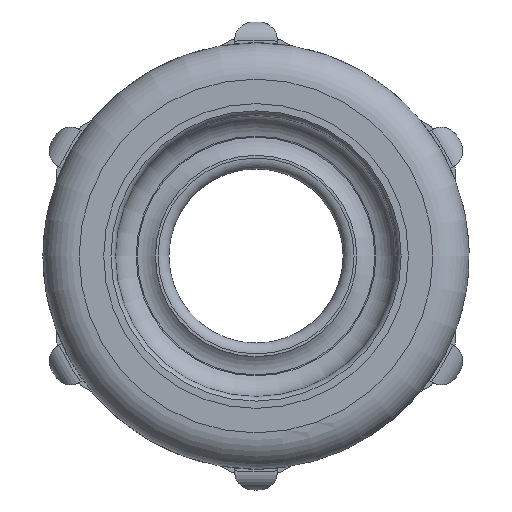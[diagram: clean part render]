
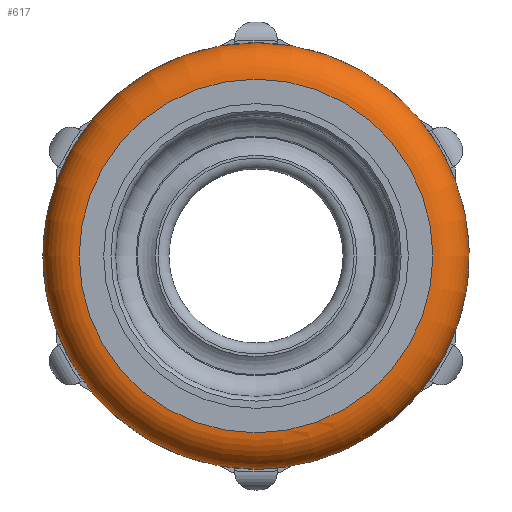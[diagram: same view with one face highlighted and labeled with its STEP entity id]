
A CAD part, front view. The second image highlights one B-rep face of the part: STEP entity #617.
In plain terms, the highlighted toroidal (fillet/blend) face has major radius 9.75 mm and minor radius 2 mm.
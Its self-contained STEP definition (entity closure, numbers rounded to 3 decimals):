
#617=ADVANCED_FACE('',(#1879,#1881),#1883,.T.);
#1879=FACE_BOUND('',#1880,.T.);
#1880=EDGE_LOOP('',(#2925,#2926,#2927));
#1881=FACE_BOUND('',#1882,.T.);
#1882=EDGE_LOOP('',(#2928,#2929));
#1883=TOROIDAL_SURFACE('',#1884,9.75,2.);
#1884=AXIS2_PLACEMENT_3D('',#1885,#1886,#1887);
#1885=CARTESIAN_POINT('',(0.,-12.144,0.));
#1886=DIRECTION('',(0.,-1.,-0.));
#1887=DIRECTION('',(0.,0.,1.));
#2925=ORIENTED_EDGE('',*,*,#3457,.T.);
#2926=ORIENTED_EDGE('',*,*,#3456,.T.);
#2927=ORIENTED_EDGE('',*,*,#3455,.T.);
#2928=ORIENTED_EDGE('',*,*,#3521,.F.);
#2929=ORIENTED_EDGE('',*,*,#3522,.F.);
#3455=EDGE_CURVE('',#3906,#3907,#3908,.T.);
#3456=EDGE_CURVE('',#3909,#3906,#3910,.T.);
#3457=EDGE_CURVE('',#3907,#3909,#3911,.T.);
#3521=EDGE_CURVE('',#4012,#4013,#4014,.T.);
#3522=EDGE_CURVE('',#4013,#4012,#4015,.T.);
#3906=VERTEX_POINT('',#4822);
#3907=VERTEX_POINT('',#4823);
#3908=CIRCLE('',#4824,11.75);
#3909=VERTEX_POINT('',#4828);
#3910=CIRCLE('',#4829,11.75);
#3911=CIRCLE('',#4833,11.75);
#4012=VERTEX_POINT('',#5132);
#4013=VERTEX_POINT('',#5133);
#4014=CIRCLE('',#5134,9.75);
#4015=CIRCLE('',#5138,9.75);
#4822=CARTESIAN_POINT('',(0.,-12.144,-11.75));
#4823=CARTESIAN_POINT('',(6.377,-12.144,-9.869));
#4824=AXIS2_PLACEMENT_3D('',#4825,#4826,#4827);
#4825=CARTESIAN_POINT('',(0.,-12.144,0.));
#4826=DIRECTION('',(0.,-1.,0.));
#4827=DIRECTION('',(0.,0.,-1.));
#4828=CARTESIAN_POINT('',(0.,-12.144,11.75));
#4829=AXIS2_PLACEMENT_3D('',#4830,#4831,#4832);
#4830=CARTESIAN_POINT('',(0.,-12.144,0.));
#4831=DIRECTION('',(0.,-1.,0.));
#4832=DIRECTION('',(0.,0.,1.));
#4833=AXIS2_PLACEMENT_3D('',#4834,#4835,#4836);
#4834=CARTESIAN_POINT('',(0.,-12.144,0.));
#4835=DIRECTION('',(0.,-1.,0.));
#4836=DIRECTION('',(0.543,0.,-0.84));
#5132=CARTESIAN_POINT('',(0.,-14.144,-9.75));
#5133=CARTESIAN_POINT('',(0.,-14.144,9.75));
#5134=AXIS2_PLACEMENT_3D('',#5135,#5136,#5137);
#5135=CARTESIAN_POINT('',(0.,-14.144,0.));
#5136=DIRECTION('',(0.,-1.,0.));
#5137=DIRECTION('',(0.,0.,-1.));
#5138=AXIS2_PLACEMENT_3D('',#5139,#5140,#5141);
#5139=CARTESIAN_POINT('',(0.,-14.144,0.));
#5140=DIRECTION('',(0.,-1.,0.));
#5141=DIRECTION('',(0.,0.,1.));
